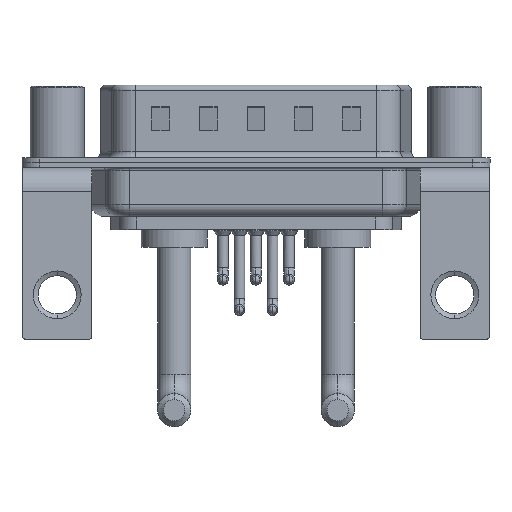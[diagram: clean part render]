
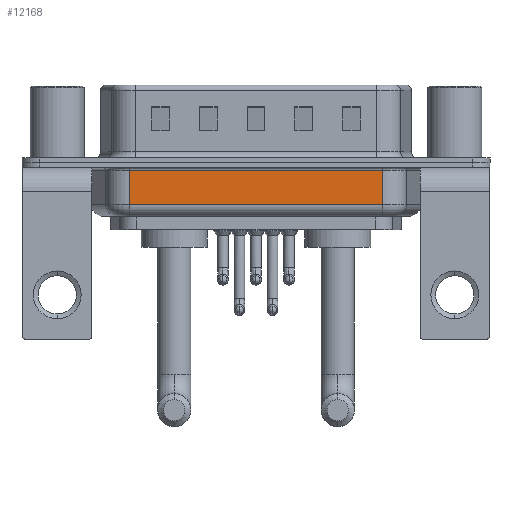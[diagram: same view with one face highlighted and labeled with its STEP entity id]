
A CAD part, front view. The second image highlights one B-rep face of the part: STEP entity #12168.
In plain terms, the highlighted planar face has unit normal (0, -1, 0).
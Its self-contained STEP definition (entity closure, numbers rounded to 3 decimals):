
#180 = CARTESIAN_POINT ( 'NONE',  ( 6.031, -5.35, -3.5 ) ) ;
#372 = CARTESIAN_POINT ( 'NONE',  ( 6.031, -5.35, -4.5 ) ) ;
#843 = VECTOR ( 'NONE', #18327, 1000. ) ;
#3209 = EDGE_CURVE ( 'NONE', #12340, #15268, #3607, .T. ) ;
#3607 = LINE ( 'NONE', #16153, #6128 ) ;
#3714 = PLANE ( 'NONE',  #12988 ) ;
#4631 = EDGE_CURVE ( 'NONE', #12486, #8221, #11110, .T. ) ;
#5347 = ORIENTED_EDGE ( 'NONE', *, *, #3209, .T. ) ;
#5481 = LINE ( 'NONE', #12710, #19988 ) ;
#5721 = DIRECTION ( 'NONE',  ( 0., 0., 1. ) ) ;
#6128 = VECTOR ( 'NONE', #10830, 1000. ) ;
#7151 = LINE ( 'NONE', #12828, #19597 ) ;
#7861 = DIRECTION ( 'NONE',  ( 0., 1., 0. ) ) ;
#8221 = VERTEX_POINT ( 'NONE', #19659 ) ;
#10246 = ORIENTED_EDGE ( 'NONE', *, *, #11154, .F. ) ;
#10752 = ORIENTED_EDGE ( 'NONE', *, *, #4631, .T. ) ;
#10830 = DIRECTION ( 'NONE',  ( -1., 0., 0. ) ) ;
#11110 = LINE ( 'NONE', #180, #843 ) ;
#11154 = EDGE_CURVE ( 'NONE', #12486, #15268, #7151, .T. ) ;
#11264 = EDGE_CURVE ( 'NONE', #8221, #12340, #5481, .T. ) ;
#11532 = CARTESIAN_POINT ( 'NONE',  ( 27.269, -5.35, -0.65 ) ) ;
#12168 = ADVANCED_FACE ( 'NONE', ( #15065 ), #3714, .F. ) ;
#12340 = VERTEX_POINT ( 'NONE', #11532 ) ;
#12486 = VERTEX_POINT ( 'NONE', #20277 ) ;
#12710 = CARTESIAN_POINT ( 'NONE',  ( 27.269, -5.35, -4.5 ) ) ;
#12828 = CARTESIAN_POINT ( 'NONE',  ( 6.031, -5.35, -4.5 ) ) ;
#12988 = AXIS2_PLACEMENT_3D ( 'NONE', #372, #7861, #18281 ) ;
#15065 = FACE_OUTER_BOUND ( 'NONE', #17743, .T. ) ;
#15268 = VERTEX_POINT ( 'NONE', #18840 ) ;
#16153 = CARTESIAN_POINT ( 'NONE',  ( 6.031, -5.35, -0.65 ) ) ;
#16452 = ORIENTED_EDGE ( 'NONE', *, *, #11264, .T. ) ;
#17743 = EDGE_LOOP ( 'NONE', ( #10246, #10752, #16452, #5347 ) ) ;
#18281 = DIRECTION ( 'NONE',  ( 0., 0., 1. ) ) ;
#18327 = DIRECTION ( 'NONE',  ( 1., 0., 0. ) ) ;
#18840 = CARTESIAN_POINT ( 'NONE',  ( 6.031, -5.35, -0.65 ) ) ;
#19597 = VECTOR ( 'NONE', #5721, 1000. ) ;
#19659 = CARTESIAN_POINT ( 'NONE',  ( 27.269, -5.35, -3.5 ) ) ;
#19933 = DIRECTION ( 'NONE',  ( 0., 0., 1. ) ) ;
#19988 = VECTOR ( 'NONE', #19933, 1000. ) ;
#20277 = CARTESIAN_POINT ( 'NONE',  ( 6.031, -5.35, -3.5 ) ) ;
